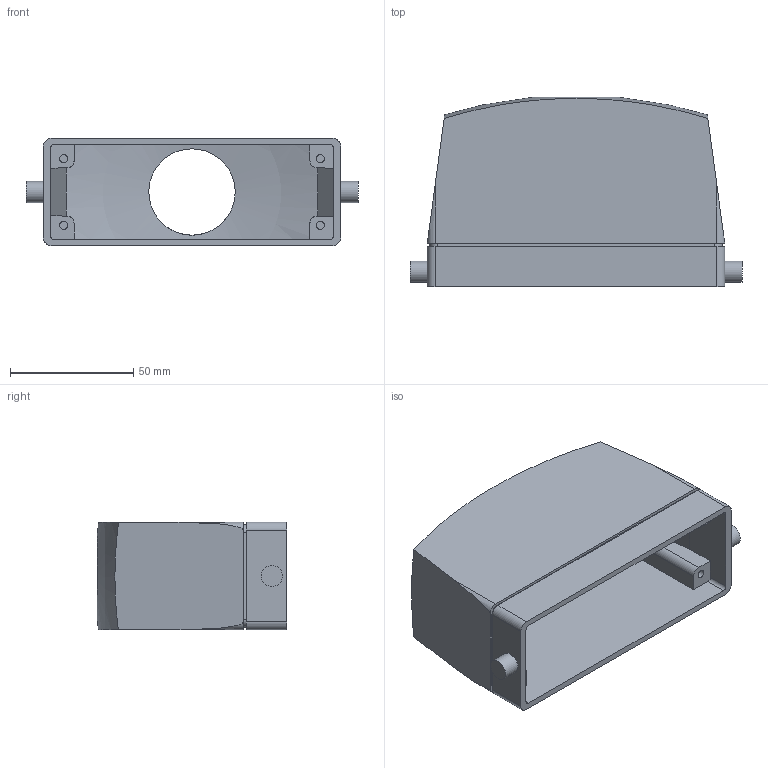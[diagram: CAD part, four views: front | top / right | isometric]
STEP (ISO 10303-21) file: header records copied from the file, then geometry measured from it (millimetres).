
FILE_DESCRIPTION (( 'STEP AP214' ), '1' );
FILE_NAME ('ZP-MC24B-2-STE29ML.STEP', '2011-11-21T13:38:33', ( '.adc' ), ( '' ), 'SwSTEP 2.0', 'SolidWorks 2011', '' );
FILE_SCHEMA (( 'AUTOMOTIVE_DESIGN' ));
Length unit declared in the file: millimetre
Products named in the file (1): ZP-MC24B-2-STE29ML
Bounding box: 134.5 x 76.74 x 43.5 mm (x, y, z)
Volume: 78946.1 mm3; surface area: 60852.8 mm2
Topology: 5 solids, 5 shells, 86 faces, 208 edges, 139 vertices
Faces by surface type: plane 52, cylinder 28, sphere 6
Full cylindrical faces by diameter (mm): 3.3 x4, 8.6 x2, 35 x1
Entity records: 2802 total; most frequent: CARTESIAN_POINT 702, DIRECTION 419, ORIENTED_EDGE 388, EDGE_CURVE 194, AXIS2_PLACEMENT_3D 153, VERTEX_POINT 134, VECTOR 113, LINE 113
